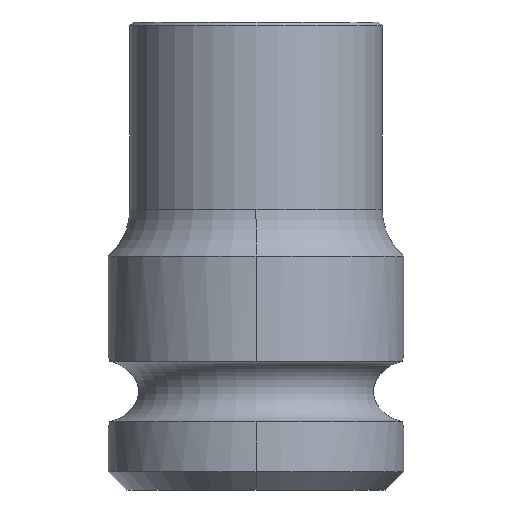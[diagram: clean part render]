
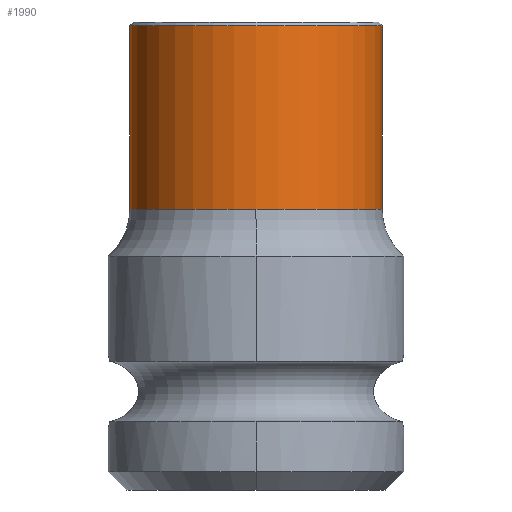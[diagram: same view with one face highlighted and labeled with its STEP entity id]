
A CAD part, left-side view. The second image highlights one B-rep face of the part: STEP entity #1990.
In plain terms, the highlighted cylindrical face has radius 10.25 mm (diameter 20.5 mm), a partial arc.
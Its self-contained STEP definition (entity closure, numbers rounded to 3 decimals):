
#438=DIRECTION('',(0.,0.,1.));
#439=VECTOR('',#438,14.9);
#440=CARTESIAN_POINT('',(0.,10.25,22.8));
#441=LINE('',#440,#439);
#442=DIRECTION('',(0.,0.,1.));
#443=VECTOR('',#442,14.9);
#444=CARTESIAN_POINT('',(0.,-10.25,22.8));
#445=LINE('',#444,#443);
#904=CARTESIAN_POINT('',(0.,0.,37.7));
#905=DIRECTION('',(0.,0.,1.));
#906=DIRECTION('',(0.,1.,0.));
#907=AXIS2_PLACEMENT_3D('',#904,#905,#906);
#909=CARTESIAN_POINT('',(0.,0.,22.8));
#910=DIRECTION('',(0.,0.,1.));
#911=DIRECTION('',(-1.,0.,0.));
#912=AXIS2_PLACEMENT_3D('',#909,#910,#911);
#914=CARTESIAN_POINT('',(0.,0.,22.8));
#915=DIRECTION('',(0.,0.,1.));
#916=DIRECTION('',(0.,1.,0.));
#917=AXIS2_PLACEMENT_3D('',#914,#915,#916);
#1045=CARTESIAN_POINT('',(0.,10.25,22.8));
#1046=CARTESIAN_POINT('',(-10.25,0.,22.8));
#1047=VERTEX_POINT('',#1045);
#1048=VERTEX_POINT('',#1046);
#1049=CARTESIAN_POINT('',(0.,-10.25,22.8));
#1050=VERTEX_POINT('',#1049);
#1080=CARTESIAN_POINT('',(0.,-10.25,37.7));
#1081=CARTESIAN_POINT('',(0.,10.25,37.7));
#1082=VERTEX_POINT('',#1080);
#1083=VERTEX_POINT('',#1081);
#1977=CARTESIAN_POINT('',(0.,0.,18.05));
#1978=DIRECTION('',(0.,0.,1.));
#1979=DIRECTION('',(0.,1.,0.));
#1980=AXIS2_PLACEMENT_3D('',#1977,#1978,#1979);
#1981=CYLINDRICAL_SURFACE('',#1980,10.25);
#1982=ORIENTED_EDGE('',*,*,#1971,.T.);
#1983=ORIENTED_EDGE('',*,*,#1385,.F.);
#1984=ORIENTED_EDGE('',*,*,#1370,.F.);
#1986=ORIENTED_EDGE('',*,*,#1985,.F.);
#1987=ORIENTED_EDGE('',*,*,#1382,.T.);
#1988=EDGE_LOOP('',(#1982,#1983,#1984,#1986,#1987));
#1989=FACE_OUTER_BOUND('',#1988,.F.);
#1990=ADVANCED_FACE('',(#1989),#1981,.T.);
#908=CIRCLE('',#907,10.25);
#913=CIRCLE('',#912,10.25);
#918=CIRCLE('',#917,10.25);
#1370=EDGE_CURVE('',#1048,#1050,#913,.T.);
#1382=EDGE_CURVE('',#1047,#1083,#441,.T.);
#1385=EDGE_CURVE('',#1050,#1082,#445,.T.);
#1971=EDGE_CURVE('',#1083,#1082,#908,.T.);
#1985=EDGE_CURVE('',#1047,#1048,#918,.T.);
